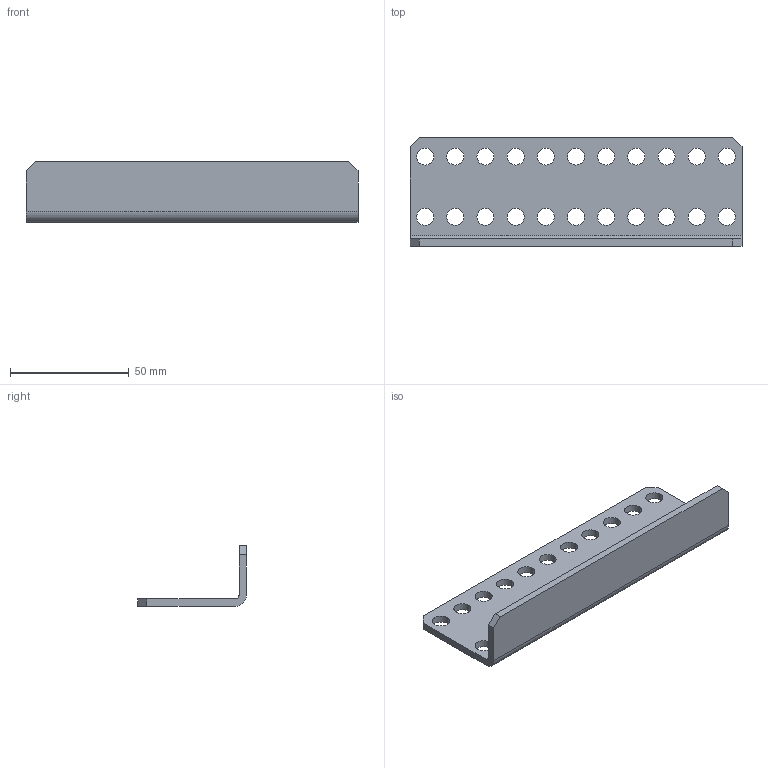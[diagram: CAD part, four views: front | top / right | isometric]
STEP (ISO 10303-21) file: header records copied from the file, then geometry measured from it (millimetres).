
FILE_DESCRIPTION((''),'2;1');
FILE_NAME('KitBot_STIFFENER.stp','2007-01-11T21:26:00',('uidk0133'),(''),'Autodesk Inventor (R) 6.0','Autodesk Inventor (R) 6.0','');
FILE_SCHEMA(('AUTOMOTIVE_DESIGN { 1 0 10303 214 1 1 1 1 }'));
Length unit declared in the file: inch
Products named in the file (1): KitBot_STIFFENER
Bounding box: 139.7 x 45.69 x 25.4 mm (x, y, z)
Volume: 25608.1 mm3; surface area: 19548.3 mm2
Topology: 1 solids, 1 shells, 58 faces, 168 edges, 112 vertices
Faces by surface type: bspline 44, plane 12, cylinder 2
Entity records: 2649 total; most frequent: CARTESIAN_POINT 1087, ORIENTED_EDGE 336, DIRECTION 290, EDGE_CURVE 168, VERTEX_POINT 112, AXIS2_PLACEMENT_3D 107, EDGE_LOOP 102, CIRCLE 92
